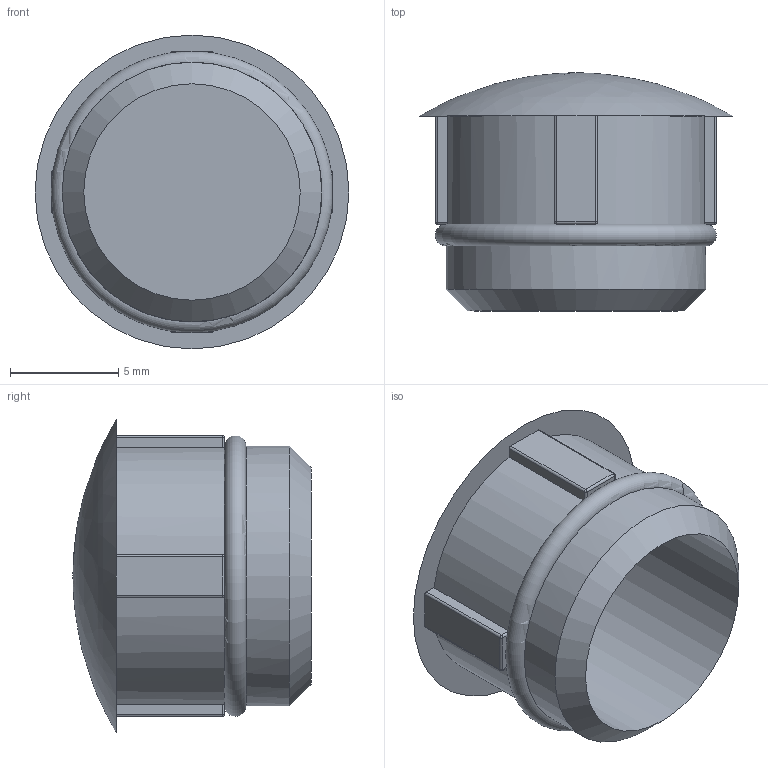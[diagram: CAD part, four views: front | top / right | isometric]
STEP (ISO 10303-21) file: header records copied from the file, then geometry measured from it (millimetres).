
FILE_DESCRIPTION((''),'2;1');
FILE_NAME('AR3586.stp','2016-10-03T12:01:12',('Konstruktor II'),(''),'Autodesk Inventor 2013','Autodesk Inventor 2013','');
FILE_SCHEMA(('AUTOMOTIVE_DESIGN { 1 0 10303 214 1 1 1 1 }'));
Length unit declared in the file: millimetre
Products named in the file (1): AR3586
Bounding box: 14.5 x 11 x 14.5 mm (x, y, z)
Volume: 577.6 mm3; surface area: 955.9 mm2
Topology: 1 solids, 1 shells, 55 faces, 126 edges, 73 vertices
Faces by surface type: cylinder 26, plane 18, sphere 8, cone 1, torus 1, bspline 1
Full cylindrical faces by diameter (mm): 10 x1, 12 x1
Entity records: 1568 total; most frequent: CARTESIAN_POINT 340, DIRECTION 268, ORIENTED_EDGE 234, EDGE_CURVE 117, AXIS2_PLACEMENT_3D 104, VERTEX_POINT 69, EDGE_LOOP 60, VECTOR 60
